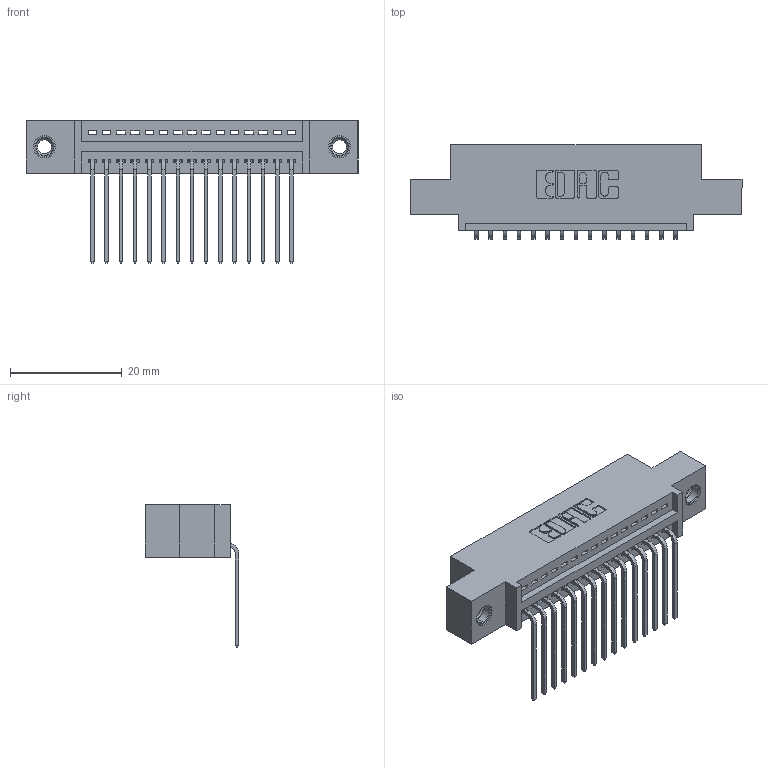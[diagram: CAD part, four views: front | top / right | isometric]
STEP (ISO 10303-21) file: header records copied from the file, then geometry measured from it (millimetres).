
FILE_DESCRIPTION (( 'STEP AP203' ), '1' );
FILE_NAME ('345-015-559-407.STEP', '2019-10-04T12:52:15', ( '' ), ( '' ), 'SwSTEP 2.0', 'SolidWorks 2016', '' );
FILE_SCHEMA (( 'CONFIG_CONTROL_DESIGN' ));
Length unit declared in the file: inch
Products named in the file (4): 345 Part_0.110 Offset - 0.156 Dia-TI; 345-250-001_345-250-005-103; 345-292-001_558 559 Tail - 1; 345-015-559-407
Assembly tree (18 placements, depth 2):
  345-015-559-407
    345 Part_0.110 Offset - 0.156 Dia-TI
    345-292-001_558 559 Tail - 1  x15
    345-250-001_345-250-005-103  x2
Bounding box: 59.31 x 16.75 x 25.53 mm (x, y, z)
Volume: 5375.2 mm3; surface area: 7184.2 mm2
Topology: 18 solids, 18 shells, 1090 faces, 3219 edges, 2118 vertices
Faces by surface type: plane 746, cylinder 328, cone 12, torus 4
Entity records: 16326 total; most frequent: CARTESIAN_POINT 2812, ORIENTED_EDGE 2754, DIRECTION 2521, EDGE_CURVE 1377, LINE 1165, VECTOR 1165, VERTEX_POINT 912, AXIS2_PLACEMENT_3D 678
